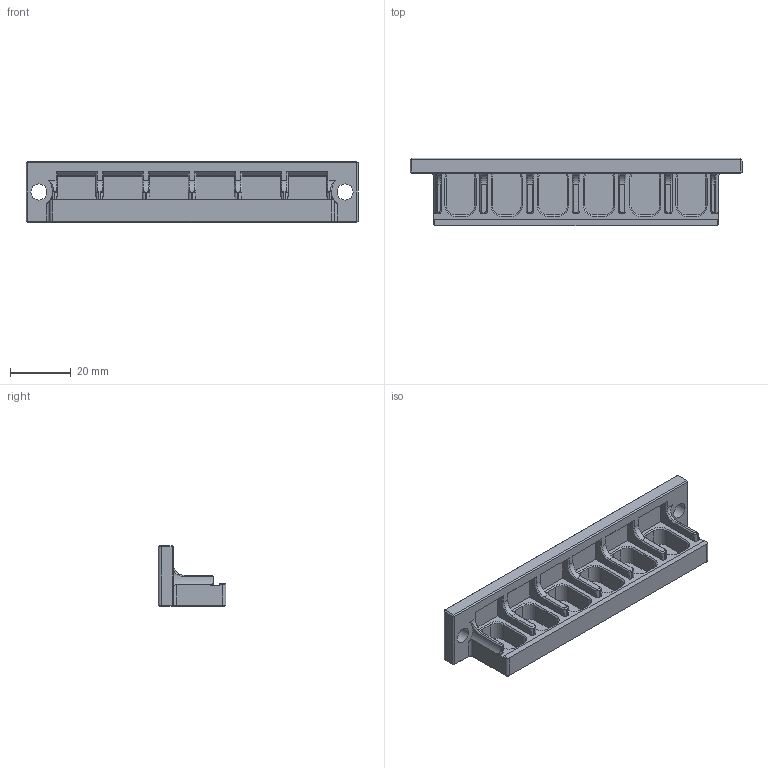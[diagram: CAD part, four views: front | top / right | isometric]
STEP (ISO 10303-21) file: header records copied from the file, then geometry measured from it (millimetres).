
FILE_DESCRIPTION(/* description */ ('STEP AP242','CAx-IF Rec.Pracs.---Representation and Presentation of Product Manufacturing Information (PMI)---4.0---2014-10-13','CAx-IF Rec.Pracs.---3D Tessellated Geometry---0.4---2014-09-14','2;1'),/* implementation_level */ '2;1');
FILE_NAME(/* name */ '64f6185db672657c7860baa1',/* time_stamp */ '2023-09-04T17:48:14Z',/* author */ (''),/* organization */ (''),/* preprocessor_version */ 'ST-DEVELOPER v19.4',/* originating_system */ ' ',/* authorisation */ ' ');
FILE_SCHEMA (('AP242_MANAGED_MODEL_BASED_3D_ENGINEERING_MIM_LF { 1 0 10303 442 1 1 4 }'));
Length unit declared in the file: metre
Products named in the file (1): Part 1
Bounding box: 108.9 x 22.25 x 20 mm (x, y, z)
Volume: 15463.3 mm3; surface area: 12089.1 mm2
Topology: 1 solids, 19 shells, 462 faces, 1136 edges, 718 vertices
Faces by surface type: plane 303, cylinder 69, cone 58, bspline 32
Full cylindrical faces by diameter (mm): 5.25 x2
Entity records: 14898 total; most frequent: CARTESIAN_POINT 4215, ORIENTED_EDGE 2256, DIRECTION 2082, EDGE_CURVE 1128, LINE 792, VECTOR 792, VERTEX_POINT 714, AXIS2_PLACEMENT_3D 645
